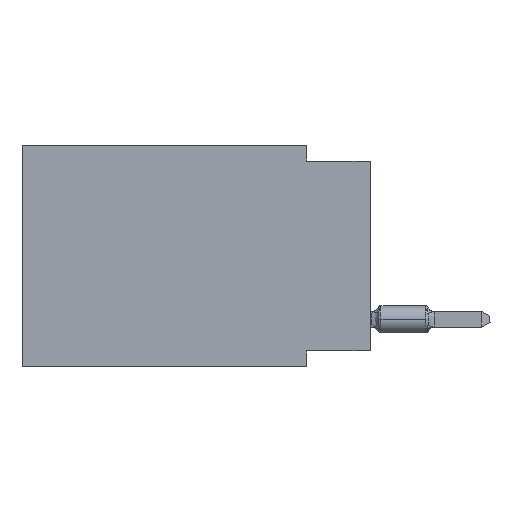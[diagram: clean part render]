
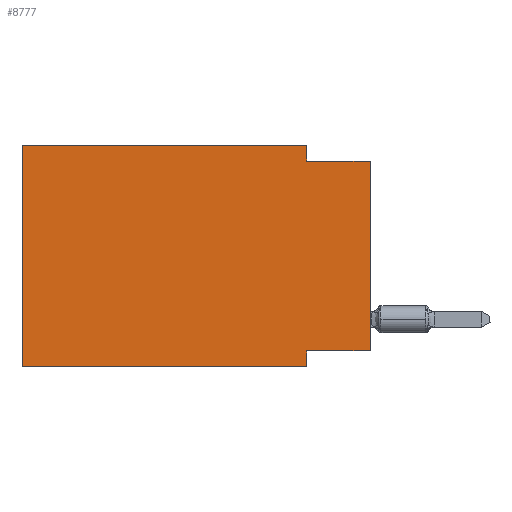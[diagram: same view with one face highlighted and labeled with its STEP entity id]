
A CAD part, left-side view. The second image highlights one B-rep face of the part: STEP entity #8777.
In plain terms, the highlighted planar face has unit normal (-1, 0, 0).
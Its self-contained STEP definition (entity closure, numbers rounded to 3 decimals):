
#10 = VERTEX_POINT ( 'NONE', #102 ) ;
#16 = CARTESIAN_POINT ( 'NONE',  ( 0., 2.54, -8.89 ) ) ;
#95 = DIRECTION ( 'NONE',  ( 0., 0., -1. ) ) ;
#102 = CARTESIAN_POINT ( 'NONE',  ( 0., 2.54, -8.255 ) ) ;
#345 = VERTEX_POINT ( 'NONE', #2708 ) ;
#382 = CARTESIAN_POINT ( 'NONE',  ( 0., 0., -8.255 ) ) ;
#816 = AXIS2_PLACEMENT_3D ( 'NONE', #5667, #5338, #7854 ) ;
#1288 = ORIENTED_EDGE ( 'NONE', *, *, #8858, .T. ) ;
#1389 = ORIENTED_EDGE ( 'NONE', *, *, #8008, .T. ) ;
#1763 = CARTESIAN_POINT ( 'NONE',  ( 0., 13.97, 0. ) ) ;
#1801 = ORIENTED_EDGE ( 'NONE', *, *, #5805, .F. ) ;
#2089 = DIRECTION ( 'NONE',  ( 0., 0., 1. ) ) ;
#2602 = CARTESIAN_POINT ( 'NONE',  ( 0., 13.97, -8.89 ) ) ;
#2708 = CARTESIAN_POINT ( 'NONE',  ( 0., 2.54, -8.89 ) ) ;
#2796 = VERTEX_POINT ( 'NONE', #382 ) ;
#2839 = VERTEX_POINT ( 'NONE', #15678 ) ;
#3081 = CARTESIAN_POINT ( 'NONE',  ( 0., 13.97, 0. ) ) ;
#3160 = CARTESIAN_POINT ( 'NONE',  ( 0., 0., 0. ) ) ;
#3180 = VECTOR ( 'NONE', #95, 1000. ) ;
#3635 = CARTESIAN_POINT ( 'NONE',  ( 0., 2.54, 0. ) ) ;
#4042 = ORIENTED_EDGE ( 'NONE', *, *, #10027, .F. ) ;
#4330 = DIRECTION ( 'NONE',  ( 0., -1., 0. ) ) ;
#4721 = LINE ( 'NONE', #3635, #12736 ) ;
#5064 = VECTOR ( 'NONE', #15823, 1000. ) ;
#5286 = LINE ( 'NONE', #9215, #5064 ) ;
#5338 = DIRECTION ( 'NONE',  ( 1., 0., 0. ) ) ;
#5667 = CARTESIAN_POINT ( 'NONE',  ( 0., 13.97, 0. ) ) ;
#5805 = EDGE_CURVE ( 'NONE', #10894, #11965, #4721, .T. ) ;
#6137 = VECTOR ( 'NONE', #7231, 1000. ) ;
#6166 = CARTESIAN_POINT ( 'NONE',  ( 0., 0., -0.635 ) ) ;
#6444 = DIRECTION ( 'NONE',  ( 0., -1., 0. ) ) ;
#6686 = LINE ( 'NONE', #2602, #14668 ) ;
#6718 = EDGE_CURVE ( 'NONE', #11965, #14253, #16294, .T. ) ;
#6804 = LINE ( 'NONE', #7150, #6137 ) ;
#7150 = CARTESIAN_POINT ( 'NONE',  ( 0., 13.97, 0. ) ) ;
#7231 = DIRECTION ( 'NONE',  ( 0., 0., 1. ) ) ;
#7854 = DIRECTION ( 'NONE',  ( 0., 0., -1. ) ) ;
#8008 = EDGE_CURVE ( 'NONE', #2839, #345, #6686, .T. ) ;
#8120 = CARTESIAN_POINT ( 'NONE',  ( 0., 0., -0.635 ) ) ;
#8126 = VERTEX_POINT ( 'NONE', #1763 ) ;
#8315 = CARTESIAN_POINT ( 'NONE',  ( 0., 2.54, 0. ) ) ;
#8446 = EDGE_CURVE ( 'NONE', #10, #345, #11464, .T. ) ;
#8679 = DIRECTION ( 'NONE',  ( 0., -1., 0. ) ) ;
#8777 = ADVANCED_FACE ( 'NONE', ( #14219 ), #13198, .F. ) ;
#8858 = EDGE_CURVE ( 'NONE', #2796, #14253, #12451, .T. ) ;
#9215 = CARTESIAN_POINT ( 'NONE',  ( 0., 0., -8.255 ) ) ;
#9442 = VECTOR ( 'NONE', #4330, 1000. ) ;
#9676 = EDGE_CURVE ( 'NONE', #2839, #8126, #6804, .T. ) ;
#10027 = EDGE_CURVE ( 'NONE', #2796, #10, #5286, .T. ) ;
#10689 = ORIENTED_EDGE ( 'NONE', *, *, #8446, .F. ) ;
#10894 = VERTEX_POINT ( 'NONE', #8315 ) ;
#11464 = LINE ( 'NONE', #16, #3180 ) ;
#11493 = VECTOR ( 'NONE', #2089, 1000. ) ;
#11744 = ORIENTED_EDGE ( 'NONE', *, *, #14689, .F. ) ;
#11965 = VERTEX_POINT ( 'NONE', #14131 ) ;
#12353 = DIRECTION ( 'NONE',  ( 0., 0., -1. ) ) ;
#12451 = LINE ( 'NONE', #3160, #11493 ) ;
#12736 = VECTOR ( 'NONE', #12353, 1000. ) ;
#13044 = LINE ( 'NONE', #3081, #9442 ) ;
#13198 = PLANE ( 'NONE',  #816 ) ;
#13292 = ORIENTED_EDGE ( 'NONE', *, *, #9676, .F. ) ;
#13515 = ORIENTED_EDGE ( 'NONE', *, *, #6718, .F. ) ;
#14109 = VECTOR ( 'NONE', #8679, 1000. ) ;
#14131 = CARTESIAN_POINT ( 'NONE',  ( 0., 2.54, -0.635 ) ) ;
#14219 = FACE_OUTER_BOUND ( 'NONE', #15734, .T. ) ;
#14253 = VERTEX_POINT ( 'NONE', #8120 ) ;
#14668 = VECTOR ( 'NONE', #6444, 1000. ) ;
#14689 = EDGE_CURVE ( 'NONE', #8126, #10894, #13044, .T. ) ;
#15678 = CARTESIAN_POINT ( 'NONE',  ( 0., 13.97, -8.89 ) ) ;
#15734 = EDGE_LOOP ( 'NONE', ( #1288, #13515, #1801, #11744, #13292, #1389, #10689, #4042 ) ) ;
#15823 = DIRECTION ( 'NONE',  ( 0., 1., 0. ) ) ;
#16294 = LINE ( 'NONE', #6166, #14109 ) ;
